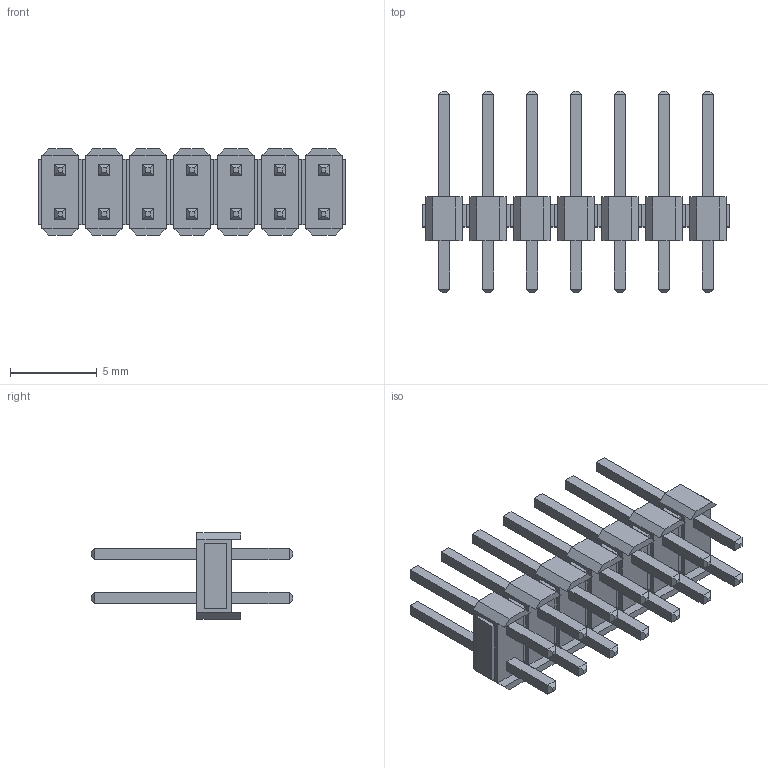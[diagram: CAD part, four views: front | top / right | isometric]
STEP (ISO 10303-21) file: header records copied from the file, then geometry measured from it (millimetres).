
FILE_DESCRIPTION (( 'STEP AP214' ), '1' );
FILE_NAME ('PLD-14.STEP', '2019-06-28T08:51:30', ( '' ), ( '' ), 'SwSTEP 2.0', 'SolidWorks 2018', '' );
FILE_SCHEMA (( 'AUTOMOTIVE_DESIGN' ));
Length unit declared in the file: millimetre
Products named in the file (1): PLD-14
Bounding box: 17.78 x 11.64 x 5 mm (x, y, z)
Volume: 217 mm3; surface area: 729.1 mm2
Topology: 7 solids, 7 shells, 420 faces, 952 edges, 588 vertices
Faces by surface type: plane 420
Entity records: 16024 total; most frequent: CARTESIAN_POINT 1961, ORIENTED_EDGE 1904, DIRECTION 1794, LINE 952, VECTOR 952, EDGE_CURVE 952, VERTEX_POINT 588, EDGE_LOOP 462
